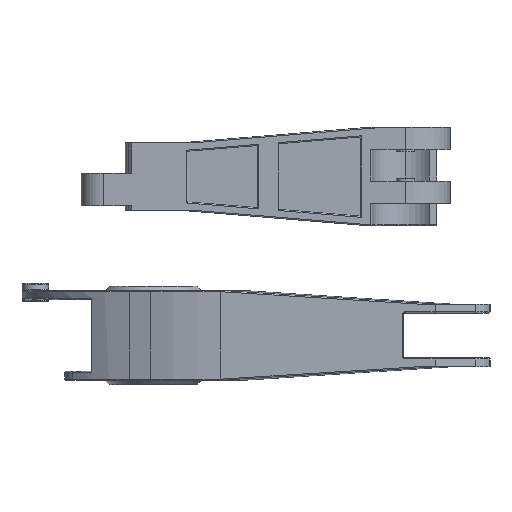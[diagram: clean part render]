
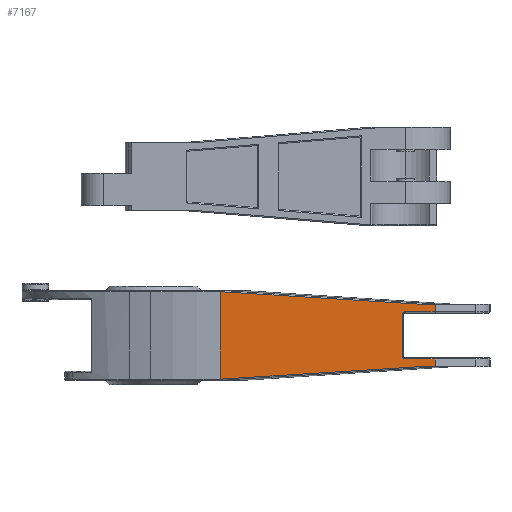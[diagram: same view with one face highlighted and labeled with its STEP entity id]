
A CAD part, front view. The second image highlights one B-rep face of the part: STEP entity #7167.
In plain terms, the highlighted face is planar.
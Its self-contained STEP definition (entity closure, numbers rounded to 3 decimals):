
#208 = ORIENTED_EDGE ( 'NONE', *, *, #4711, .T. ) ;
#235 = VERTEX_POINT ( 'NONE', #6633 ) ;
#657 = EDGE_LOOP ( 'NONE', ( #5328, #2007, #5277, #4569, #8481, #6867, #4442, #3931, #4107, #5809, #208, #8001, #8562, #9245 ) ) ;
#669 = EDGE_CURVE ( 'NONE', #5776, #6274, #2589, .T. ) ;
#673 = VECTOR ( 'NONE', #3569, 1000. ) ;
#872 = CARTESIAN_POINT ( 'NONE',  ( -118.505, 5.663, -9.5 ) ) ;
#1020 = FACE_OUTER_BOUND ( 'NONE', #657, .T. ) ;
#1052 = CARTESIAN_POINT ( 'NONE',  ( -118.505, 5.663, 10.086 ) ) ;
#1133 = CARTESIAN_POINT ( 'NONE',  ( -159.241, -7.693, 14. ) ) ;
#1344 = DIRECTION ( 'NONE',  ( 0.95, 0.312, 0. ) ) ;
#1367 = CARTESIAN_POINT ( 'NONE',  ( -124.772, 3.608, 14. ) ) ;
#1425 = CARTESIAN_POINT ( 'NONE',  ( -41.294, 30.978, 19.5 ) ) ;
#1489 = CARTESIAN_POINT ( 'NONE',  ( -118.908, 5.531, -10.5 ) ) ;
#1505 = EDGE_CURVE ( 'NONE', #8520, #6292, #2574, .T. ) ;
#1511 = LINE ( 'NONE', #7304, #6581 ) ;
#1554 = DIRECTION ( 'NONE',  ( -0.95, -0.312, 0. ) ) ;
#1694 = EDGE_CURVE ( 'NONE', #6562, #7366, #5104, .T. ) ;
#1700 = CARTESIAN_POINT ( 'NONE',  ( -124.772, 3.608, -14. ) ) ;
#1831 = EDGE_CURVE ( 'NONE', #7366, #7686, #3370, .T. ) ;
#1917 = VECTOR ( 'NONE', #5494, 1000. ) ;
#1921 = EDGE_CURVE ( 'NONE', #8087, #7637, #4264, .T. ) ;
#1982 = CARTESIAN_POINT ( 'NONE',  ( -132.173, 1.182, -14. ) ) ;
#1991 = CARTESIAN_POINT ( 'NONE',  ( -41.154, 31.023, 22. ) ) ;
#2007 = ORIENTED_EDGE ( 'NONE', *, *, #6536, .T. ) ;
#2033 = EDGE_CURVE ( 'NONE', #4580, #8087, #4415, .T. ) ;
#2266 = CARTESIAN_POINT ( 'NONE',  ( -132.222, 1.166, -14. ) ) ;
#2458 = LINE ( 'NONE', #1133, #2638 ) ;
#2511 = CARTESIAN_POINT ( 'NONE',  ( -132.173, 1.182, 10.5 ) ) ;
#2518 = CARTESIAN_POINT ( 'NONE',  ( -118.908, 5.531, 10.5 ) ) ;
#2574 = LINE ( 'NONE', #7530, #1917 ) ;
#2589 =( BOUNDED_CURVE ( )  B_SPLINE_CURVE ( 3, ( #9033, #2518, #1052, #4525 ),
 .UNSPECIFIED., .F., .F. ) 
 B_SPLINE_CURVE_WITH_KNOTS ( ( 4, 4 ),
 ( 4.712, 6.283 ),
 .UNSPECIFIED. ) 
 CURVE ( )  GEOMETRIC_REPRESENTATION_ITEM ( )  RATIONAL_B_SPLINE_CURVE ( ( 1., 0.805, 0.805, 1. ) ) 
 REPRESENTATION_ITEM ( '' )  );
#2603 = LINE ( 'NONE', #5527, #5825 ) ;
#2606 = CARTESIAN_POINT ( 'NONE',  ( -132.173, 1.182, -10.5 ) ) ;
#2638 = VECTOR ( 'NONE', #9080, 1000. ) ;
#2705 = CARTESIAN_POINT ( 'NONE',  ( -118.505, 5.663, -9.5 ) ) ;
#2730 = CARTESIAN_POINT ( 'NONE',  ( -119.091, 5.471, -10.5 ) ) ;
#2788 = DIRECTION ( 'NONE',  ( -0.948, -0.311, 0.062 ) ) ;
#2807 = CARTESIAN_POINT ( 'NONE',  ( -132.222, 1.166, 22. ) ) ;
#2849 = VECTOR ( 'NONE', #8523, 1000. ) ;
#2895 = EDGE_CURVE ( 'NONE', #7618, #6274, #5661, .T. ) ;
#2947 = VECTOR ( 'NONE', #5526, 1000. ) ;
#3121 = VECTOR ( 'NONE', #1554, 1000. ) ;
#3349 = EDGE_CURVE ( 'NONE', #7618, #6620, #4429, .T. ) ;
#3370 = LINE ( 'NONE', #8538, #2947 ) ;
#3555 = CARTESIAN_POINT ( 'NONE',  ( -119.476, 5.345, -10.5 ) ) ;
#3569 = DIRECTION ( 'NONE',  ( 0.948, 0.311, 0.062 ) ) ;
#3771 = CARTESIAN_POINT ( 'NONE',  ( -119.476, 5.345, -10.5 ) ) ;
#3812 = CARTESIAN_POINT ( 'NONE',  ( -118.505, 5.663, -10.086 ) ) ;
#3931 = ORIENTED_EDGE ( 'NONE', *, *, #6612, .T. ) ;
#4107 = ORIENTED_EDGE ( 'NONE', *, *, #2033, .T. ) ;
#4130 = AXIS2_PLACEMENT_3D ( 'NONE', #2807, #9189, #1344 ) ;
#4264 = LINE ( 'NONE', #4370, #4638 ) ;
#4290 = VECTOR ( 'NONE', #5660, 1000. ) ;
#4370 = CARTESIAN_POINT ( 'NONE',  ( -132.173, 1.182, 22. ) ) ;
#4415 = LINE ( 'NONE', #2266, #3121 ) ;
#4429 =( BOUNDED_CURVE ( )  B_SPLINE_CURVE ( 3, ( #872, #3812, #1489, #3771 ),
 .UNSPECIFIED., .F., .F. ) 
 B_SPLINE_CURVE_WITH_KNOTS ( ( 4, 4 ),
 ( 3.142, 4.712 ),
 .UNSPECIFIED. ) 
 CURVE ( )  GEOMETRIC_REPRESENTATION_ITEM ( )  RATIONAL_B_SPLINE_CURVE ( ( 1., 0.805, 0.805, 1. ) ) 
 REPRESENTATION_ITEM ( '' )  );
#4442 = ORIENTED_EDGE ( 'NONE', *, *, #1505, .T. ) ;
#4464 = CARTESIAN_POINT ( 'NONE',  ( -41.154, 31.023, 19.5 ) ) ;
#4525 = CARTESIAN_POINT ( 'NONE',  ( -118.505, 5.663, 9.5 ) ) ;
#4527 = CARTESIAN_POINT ( 'NONE',  ( -41.294, 30.978, -19.5 ) ) ;
#4569 = ORIENTED_EDGE ( 'NONE', *, *, #1694, .T. ) ;
#4580 = VERTEX_POINT ( 'NONE', #1700 ) ;
#4638 = VECTOR ( 'NONE', #5184, 1000. ) ;
#4645 = DIRECTION ( 'NONE',  ( -0.95, -0.312, 0. ) ) ;
#4711 = EDGE_CURVE ( 'NONE', #7637, #6620, #5645, .T. ) ;
#4853 = EDGE_CURVE ( 'NONE', #5776, #9057, #5930, .T. ) ;
#4962 = VECTOR ( 'NONE', #7133, 1000. ) ;
#5104 = LINE ( 'NONE', #6672, #673 ) ;
#5184 = DIRECTION ( 'NONE',  ( 0., 0., 1. ) ) ;
#5277 = ORIENTED_EDGE ( 'NONE', *, *, #9077, .T. ) ;
#5328 = ORIENTED_EDGE ( 'NONE', *, *, #4853, .T. ) ;
#5494 = DIRECTION ( 'NONE',  ( -0.95, -0.312, 0. ) ) ;
#5526 = DIRECTION ( 'NONE',  ( 0.95, 0.312, 0. ) ) ;
#5527 = CARTESIAN_POINT ( 'NONE',  ( -132.173, 1.182, 22. ) ) ;
#5645 = LINE ( 'NONE', #2730, #2849 ) ;
#5660 = DIRECTION ( 'NONE',  ( 0., 0., -1. ) ) ;
#5661 = LINE ( 'NONE', #9175, #4962 ) ;
#5776 = VERTEX_POINT ( 'NONE', #8970 ) ;
#5809 = ORIENTED_EDGE ( 'NONE', *, *, #1921, .T. ) ;
#5825 = VECTOR ( 'NONE', #8409, 1000. ) ;
#5930 = LINE ( 'NONE', #5975, #7571 ) ;
#5975 = CARTESIAN_POINT ( 'NONE',  ( -132.222, 1.166, 10.5 ) ) ;
#6179 = CARTESIAN_POINT ( 'NONE',  ( -41.154, 31.023, -19.5 ) ) ;
#6274 = VERTEX_POINT ( 'NONE', #7373 ) ;
#6292 = VERTEX_POINT ( 'NONE', #4527 ) ;
#6298 = PLANE ( 'NONE',  #4130 ) ;
#6536 = EDGE_CURVE ( 'NONE', #9057, #235, #2603, .T. ) ;
#6562 = VERTEX_POINT ( 'NONE', #1367 ) ;
#6581 = VECTOR ( 'NONE', #2788, 1000. ) ;
#6612 = EDGE_CURVE ( 'NONE', #6292, #4580, #1511, .T. ) ;
#6620 = VERTEX_POINT ( 'NONE', #3555 ) ;
#6633 = CARTESIAN_POINT ( 'NONE',  ( -132.173, 1.182, 14. ) ) ;
#6672 = CARTESIAN_POINT ( 'NONE',  ( -41.125, 31.033, 19.511 ) ) ;
#6867 = ORIENTED_EDGE ( 'NONE', *, *, #7608, .T. ) ;
#7133 = DIRECTION ( 'NONE',  ( 0., 0., 1. ) ) ;
#7167 = ADVANCED_FACE ( 'NONE', ( #1020 ), #6298, .F. ) ;
#7304 = CARTESIAN_POINT ( 'NONE',  ( -134.326, 0.476, -13.371 ) ) ;
#7366 = VERTEX_POINT ( 'NONE', #1425 ) ;
#7373 = CARTESIAN_POINT ( 'NONE',  ( -118.505, 5.663, 9.5 ) ) ;
#7530 = CARTESIAN_POINT ( 'NONE',  ( -41.154, 31.023, -19.5 ) ) ;
#7571 = VECTOR ( 'NONE', #4645, 1000. ) ;
#7608 = EDGE_CURVE ( 'NONE', #7686, #8520, #9217, .T. ) ;
#7618 = VERTEX_POINT ( 'NONE', #2705 ) ;
#7637 = VERTEX_POINT ( 'NONE', #2606 ) ;
#7686 = VERTEX_POINT ( 'NONE', #4464 ) ;
#8001 = ORIENTED_EDGE ( 'NONE', *, *, #3349, .F. ) ;
#8087 = VERTEX_POINT ( 'NONE', #1982 ) ;
#8409 = DIRECTION ( 'NONE',  ( 0., 0., 1. ) ) ;
#8481 = ORIENTED_EDGE ( 'NONE', *, *, #1831, .T. ) ;
#8520 = VERTEX_POINT ( 'NONE', #6179 ) ;
#8523 = DIRECTION ( 'NONE',  ( 0.95, 0.312, 0. ) ) ;
#8538 = CARTESIAN_POINT ( 'NONE',  ( -11.55, 40.729, 19.5 ) ) ;
#8562 = ORIENTED_EDGE ( 'NONE', *, *, #2895, .T. ) ;
#8970 = CARTESIAN_POINT ( 'NONE',  ( -119.476, 5.345, 10.5 ) ) ;
#9033 = CARTESIAN_POINT ( 'NONE',  ( -119.476, 5.345, 10.5 ) ) ;
#9057 = VERTEX_POINT ( 'NONE', #2511 ) ;
#9077 = EDGE_CURVE ( 'NONE', #235, #6562, #2458, .T. ) ;
#9080 = DIRECTION ( 'NONE',  ( 0.95, 0.312, 0. ) ) ;
#9175 = CARTESIAN_POINT ( 'NONE',  ( -118.505, 5.663, 22. ) ) ;
#9189 = DIRECTION ( 'NONE',  ( 0.312, -0.95, 0. ) ) ;
#9217 = LINE ( 'NONE', #1991, #4290 ) ;
#9245 = ORIENTED_EDGE ( 'NONE', *, *, #669, .F. ) ;
